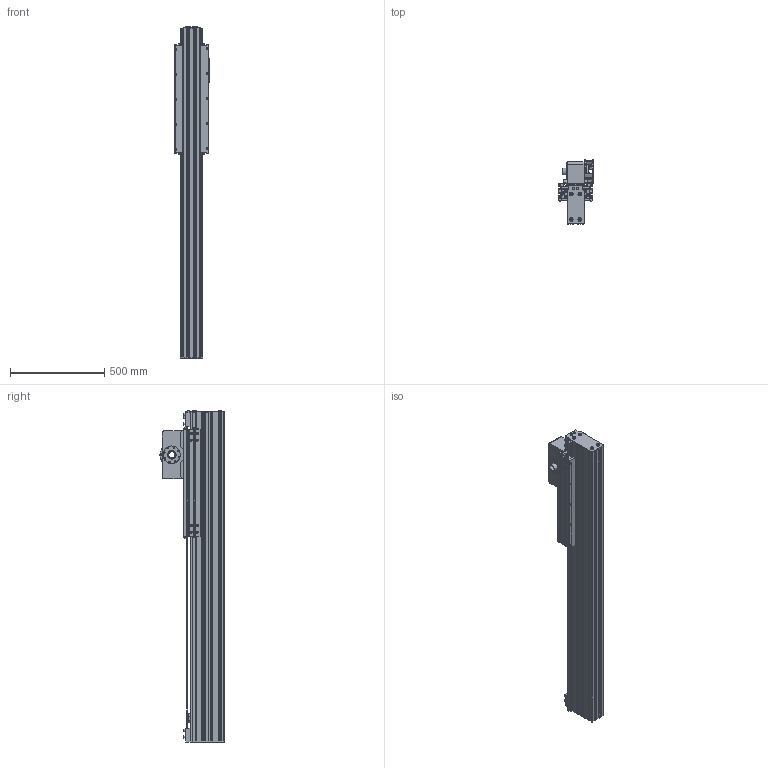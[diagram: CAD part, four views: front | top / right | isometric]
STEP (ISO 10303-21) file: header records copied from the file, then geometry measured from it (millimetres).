
FILE_DESCRIPTION(/* description */ ('EDR90'),/* implementation_level */ '2;1');
FILE_NAME(/* name */ '821.VHL CAD FILE.stp',/* time_stamp */ '2023-04-13T10:31:37+02:00',/* author */ ('FCprogetti'),/* organization */ (''),/* preprocessor_version */ 'ST-DEVELOPER v19.2',/* originating_system */ 'Autodesk Inventor 2023',/* authorisation */ '');
FILE_SCHEMA (('AUTOMOTIVE_DESIGN { 1 0 10303 214 3 1 1 }'));
Products named in the file (7): 821.VHL CAD FILE; Coperchio 820.VHL; Corpo motore 821.VHL; Flangia riduttore 821.VHL; Calettatore 821.VHL; Profilo 820.VHL; Carrello 820.VHL
Assembly tree (6 placements, depth 2):
  821.VHL CAD FILE
    Coperchio 820.VHL
    Corpo motore 821.VHL
    Flangia riduttore 821.VHL
    Calettatore 821.VHL
    Profilo 820.VHL
    Carrello 820.VHL
Bounding box: 185 x 339.94 x 1758.6 mm (x, y, z)
Volume: 32124332.2 mm3; surface area: 3172731 mm2
Topology: 13 solids, 13 shells, 2883 faces, 7908 edges, 5213 vertices
Faces by surface type: plane 1885, cylinder 780, torus 103, cone 99, sphere 16
Full cylindrical faces by diameter (mm): 3.2 x6, 4.9 x3, 4.917 x1, 5 x13, 5.5 x24, 6 x34, 7 x5, 8 x6, 8.5 x32, 9 x8, 9.5 x26, 10 x11, 11 x4, 12 x2, 13 x12, 14 x2, 15 x2, 15.5 x2, 16 x10, 19 x6, 19.5 x2, 32 x1, 36 x3, 40 x3, 46 x1, 72 x2, 77 x1, 91 x1, 92 x1, 93 x2
Entity records: 94127 total; most frequent: CARTESIAN_POINT 17952, ORIENTED_EDGE 15672, DIRECTION 15194, EDGE_CURVE 7836, LINE 5342, VECTOR 5342, VERTEX_POINT 5207, AXIS2_PLACEMENT_3D 4926
